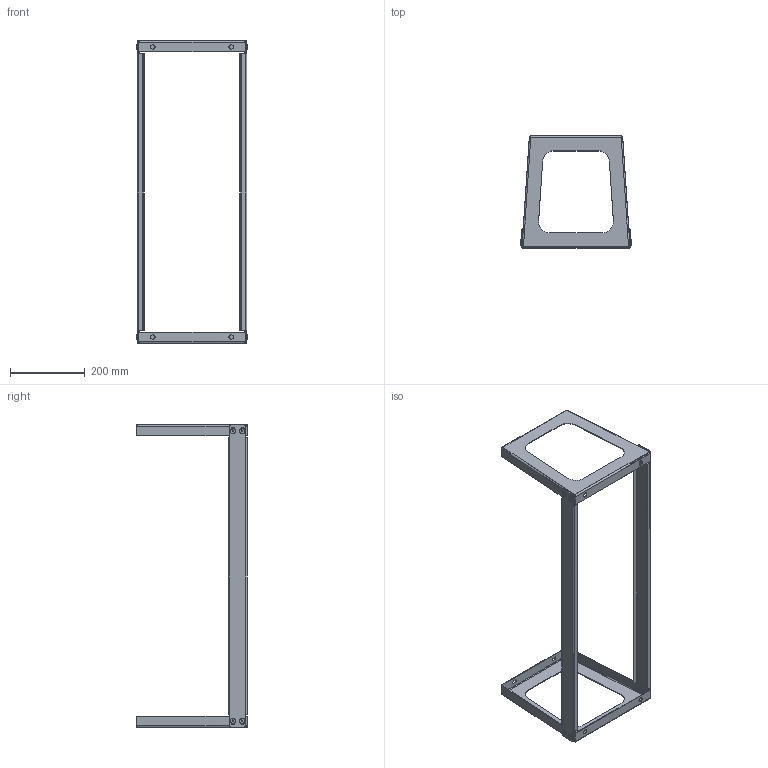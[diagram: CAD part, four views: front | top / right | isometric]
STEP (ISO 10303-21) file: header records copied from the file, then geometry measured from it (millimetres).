
FILE_DESCRIPTION (( 'STEP AP214' ), '1' );
FILE_NAME ('438.825.STEP', '2024-05-31T06:47:12', ( '' ), ( '' ), 'SwSTEP 2.0', 'SolidWorks 2021', '' );
FILE_SCHEMA (( 'AUTOMOTIVE_DESIGN' ));
Length unit declared in the file: millimetre
Products named in the file (5): Ãàéêà êëåòüåâàÿ DIN 88109-Ì6-(1,7-2,5)-Zn ; 438.800; 438.825; 438.025; Âèíò Ì6õ16 ìåáåëüíûé
Assembly tree (20 placements, depth 2):
  438.825
    438.025  x2
    438.800  x2
    Âèíò Ì6õ16 ìåáåëüíûé  x8
    Ãàéêà êëåòüåâàÿ DIN 88109-Ì6-(1,7-2,5)-Zn   x8
Bounding box: 296.9 x 300 x 811 mm (x, y, z)
Volume: 514090.6 mm3; surface area: 537149 mm2
Topology: 20 solids, 20 shells, 1866 faces, 4366 edges, 2548 vertices
Faces by surface type: plane 1104, cylinder 578, cone 96, bspline 72, torus 16
Entity records: 12575 total; most frequent: CARTESIAN_POINT 4773, ORIENTED_EDGE 1572, DIRECTION 1508, EDGE_CURVE 786, LINE 560, VECTOR 560, AXIS2_PLACEMENT_3D 474, VERTEX_POINT 470
